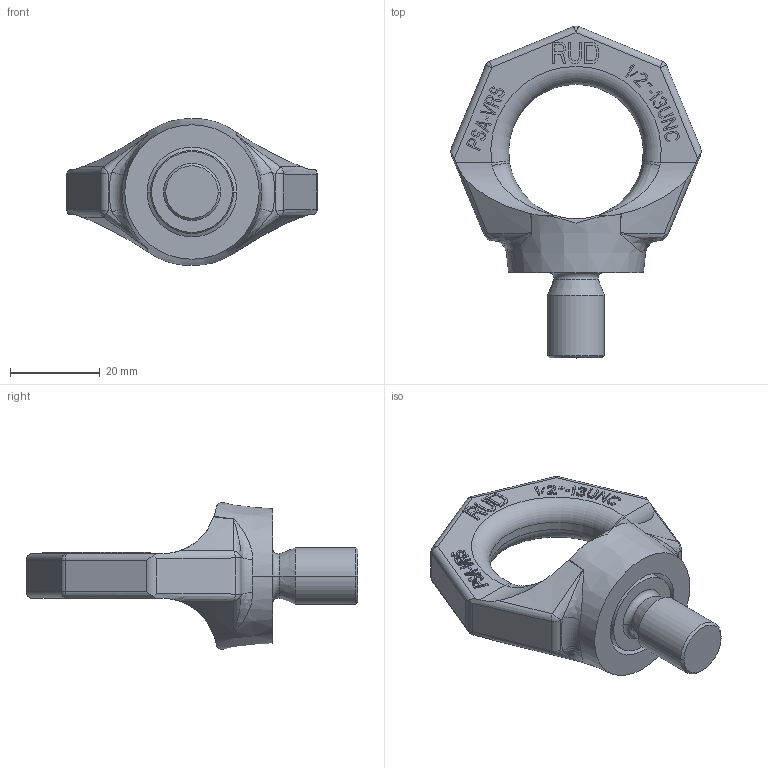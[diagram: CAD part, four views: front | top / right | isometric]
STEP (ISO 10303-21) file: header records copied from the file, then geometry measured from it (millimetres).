
FILE_DESCRIPTION((''),'2;1');
FILE_NAME('001-M33140-P-6_ASM','2009-03-24T',('jakubetz'),('RAND'),'PRO/ENGINEER BY PARAMETRIC TECHNOLOGY CORPORATION, 2005030','PRO/ENGINEER BY PARAMETRIC TECHNOLOGY CORPORATION, 2005030','');
FILE_SCHEMA(('CONFIG_CONTROL_DESIGN'));
Length unit declared in the file: millimetre
Products named in the file (3): 001-M33140-P-7; 001-M33140-P-5; 001-M33140-P-6_ASM
Assembly tree (2 placements, depth 2):
  001-M33140-P-6_ASM
    001-M33140-P-7
    001-M33140-P-5
Bounding box: 55.78 x 74.01 x 32.71 mm (x, y, z)
Volume: 23466.3 mm3; surface area: 9598.4 mm2
Topology: 2 solids, 2 shells, 592 faces, 1629 edges, 1062 vertices
Faces by surface type: plane 496, cylinder 36, bspline 28, cone 12, torus 10, sphere 10
Entity records: 21061 total; most frequent: CARTESIAN_POINT 6183, ORIENTED_EDGE 3250, DIRECTION 2745, EDGE_CURVE 1625, VECTOR 1423, LINE 1423, VERTEX_POINT 1062, AXIS2_PLACEMENT_3D 661
